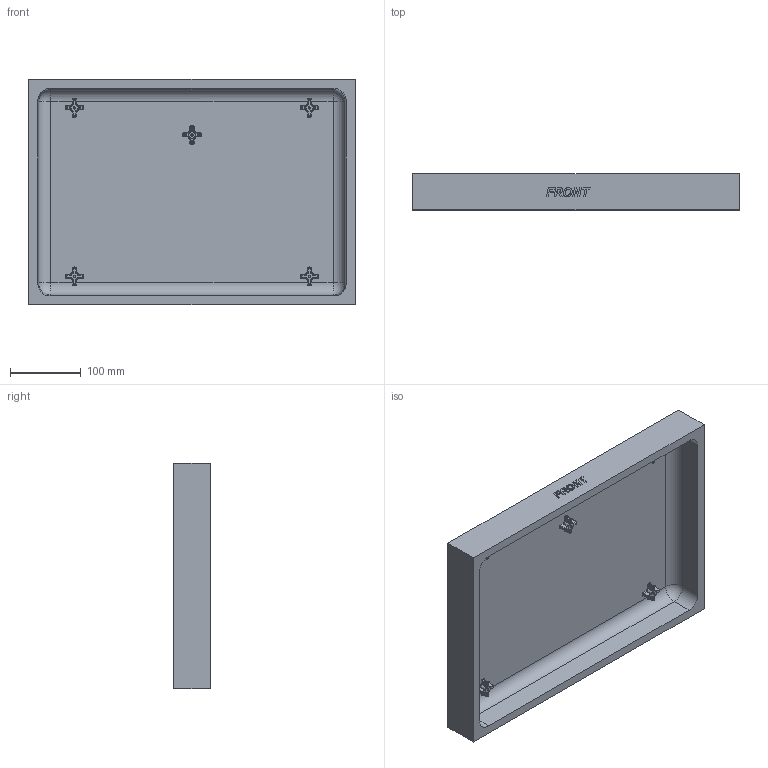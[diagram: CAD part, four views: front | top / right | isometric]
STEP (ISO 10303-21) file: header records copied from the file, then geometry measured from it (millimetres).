
FILE_DESCRIPTION (( 'STEP AP203' ), '1' );
FILE_NAME ('1501-931T-CLR.STEP', '2006-12-04T16:47:44', ( ' ' ), ( ' ' ), 'SwSTEP 2.0', 'SolidWorks 2006233', '' );
FILE_SCHEMA (( 'CONFIG_CONTROL_DESIGN' ));
Length unit declared in the file: inch
Products named in the file (1): 1501-931T-CLR
Bounding box: 460.37 x 50.8 x 318.51 mm (x, y, z)
Volume: 1806327 mm3; surface area: 428945.1 mm2
Topology: 1 solids, 1 shells, 611 faces, 1441 edges, 762 vertices
Faces by surface type: bspline 191, plane 105, cylinder 92, sphere 84, torus 84, cone 55
Entity records: 21438 total; most frequent: CARTESIAN_POINT 9052, ORIENTED_EDGE 2714, DIRECTION 2439, EDGE_CURVE 1357, AXIS2_PLACEMENT_3D 1049, VERTEX_POINT 762, CIRCLE 628, EDGE_LOOP 625
